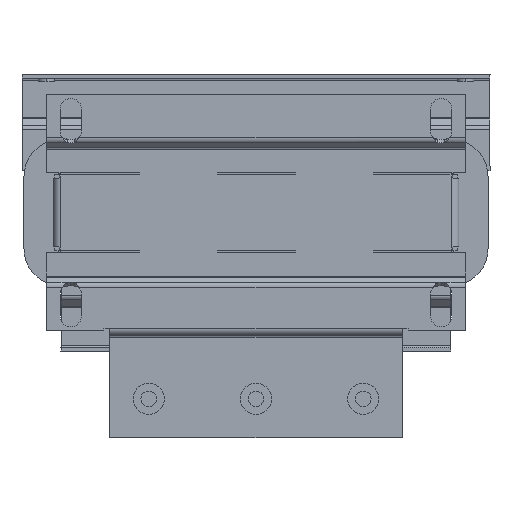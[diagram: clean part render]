
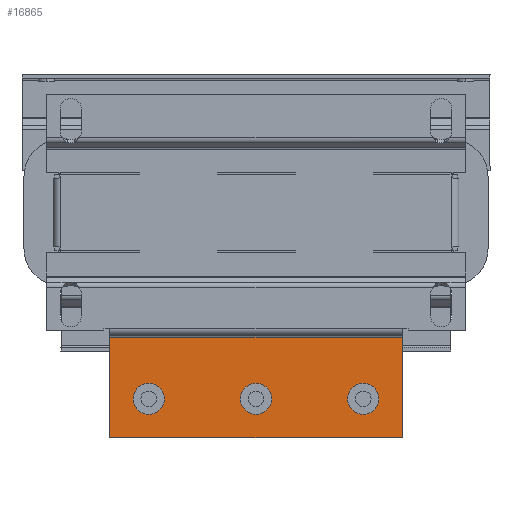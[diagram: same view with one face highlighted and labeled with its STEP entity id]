
A CAD part, front view. The second image highlights one B-rep face of the part: STEP entity #16865.
In plain terms, the highlighted planar face has unit normal (0, -1, 0).
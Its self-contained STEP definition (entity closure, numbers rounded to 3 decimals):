
#439 = FACE_BOUND ( 'NONE', #11456, .T. ) ;
#452 = CIRCLE ( 'NONE', #14720, 8. ) ;
#581 = VERTEX_POINT ( 'NONE', #3181 ) ;
#643 = EDGE_CURVE ( 'NONE', #19329, #21704, #8700, .T. ) ;
#800 = CARTESIAN_POINT ( 'NONE',  ( -55., -89.5, -95.5 ) ) ;
#902 = ORIENTED_EDGE ( 'NONE', *, *, #5992, .F. ) ;
#1020 = CARTESIAN_POINT ( 'NONE',  ( 0., -89.5, -95.5 ) ) ;
#1191 = DIRECTION ( 'NONE',  ( 0., 1., 0. ) ) ;
#1255 = AXIS2_PLACEMENT_3D ( 'NONE', #13925, #20625, #18104 ) ;
#2645 = ORIENTED_EDGE ( 'NONE', *, *, #7149, .T. ) ;
#3160 = EDGE_CURVE ( 'NONE', #13212, #581, #8325, .T. ) ;
#3181 = CARTESIAN_POINT ( 'NONE',  ( -47., -89.5, -95.5 ) ) ;
#3523 = EDGE_CURVE ( 'NONE', #10676, #21483, #16391, .T. ) ;
#3721 = CARTESIAN_POINT ( 'NONE',  ( -75., -89.5, -115.5 ) ) ;
#4043 = CARTESIAN_POINT ( 'NONE',  ( -8., -89.5, -95.5 ) ) ;
#4152 = EDGE_CURVE ( 'NONE', #20983, #19329, #12259, .T. ) ;
#4669 = CARTESIAN_POINT ( 'NONE',  ( 63., -89.5, -95.5 ) ) ;
#5524 = CARTESIAN_POINT ( 'NONE',  ( 75., -89.5, -63. ) ) ;
#5923 = VERTEX_POINT ( 'NONE', #4669 ) ;
#5992 = EDGE_CURVE ( 'NONE', #21704, #13899, #13887, .T. ) ;
#6132 = DIRECTION ( 'NONE',  ( -1., 0., 0. ) ) ;
#6204 = EDGE_CURVE ( 'NONE', #21483, #10676, #452, .T. ) ;
#6415 = CARTESIAN_POINT ( 'NONE',  ( 75., -89.5, -115.5 ) ) ;
#7149 = EDGE_CURVE ( 'NONE', #5923, #9928, #23682, .T. ) ;
#7351 = EDGE_LOOP ( 'NONE', ( #902, #10893, #18676, #22320 ) ) ;
#8133 = EDGE_LOOP ( 'NONE', ( #8255, #18820 ) ) ;
#8255 = ORIENTED_EDGE ( 'NONE', *, *, #6204, .T. ) ;
#8325 = CIRCLE ( 'NONE', #14131, 8. ) ;
#8544 = VECTOR ( 'NONE', #11071, 1000. ) ;
#8700 = LINE ( 'NONE', #3721, #8544 ) ;
#9228 = DIRECTION ( 'NONE',  ( 0., 1., 0. ) ) ;
#9375 = FACE_BOUND ( 'NONE', #27409, .T. ) ;
#9816 = DIRECTION ( 'NONE',  ( -1., 0., 0. ) ) ;
#9833 = CARTESIAN_POINT ( 'NONE',  ( -75., -89.5, -64. ) ) ;
#9928 = VERTEX_POINT ( 'NONE', #16841 ) ;
#10128 = CIRCLE ( 'NONE', #27521, 8. ) ;
#10180 = EDGE_CURVE ( 'NONE', #13899, #20983, #26481, .T. ) ;
#10676 = VERTEX_POINT ( 'NONE', #4043 ) ;
#10893 = ORIENTED_EDGE ( 'NONE', *, *, #643, .F. ) ;
#10912 = CARTESIAN_POINT ( 'NONE',  ( 0., -89.5, -95.5 ) ) ;
#11061 = CARTESIAN_POINT ( 'NONE',  ( -63., -89.5, -95.5 ) ) ;
#11071 = DIRECTION ( 'NONE',  ( 0., 0., 1. ) ) ;
#11456 = EDGE_LOOP ( 'NONE', ( #2645, #11487 ) ) ;
#11487 = ORIENTED_EDGE ( 'NONE', *, *, #15300, .T. ) ;
#11490 = AXIS2_PLACEMENT_3D ( 'NONE', #1020, #16108, #9816 ) ;
#11554 = DIRECTION ( 'NONE',  ( 0., 1., 0. ) ) ;
#12005 = CARTESIAN_POINT ( 'NONE',  ( -75., -89.5, -115.5 ) ) ;
#12259 = LINE ( 'NONE', #6415, #24454 ) ;
#12353 = VECTOR ( 'NONE', #15851, 1000. ) ;
#12407 = CIRCLE ( 'NONE', #1255, 8. ) ;
#13212 = VERTEX_POINT ( 'NONE', #11061 ) ;
#13684 = DIRECTION ( 'NONE',  ( 0., 0., 1. ) ) ;
#13887 = LINE ( 'NONE', #9833, #20957 ) ;
#13899 = VERTEX_POINT ( 'NONE', #27352 ) ;
#13925 = CARTESIAN_POINT ( 'NONE',  ( 55., -89.5, -95.5 ) ) ;
#14131 = AXIS2_PLACEMENT_3D ( 'NONE', #800, #11554, #17848 ) ;
#14720 = AXIS2_PLACEMENT_3D ( 'NONE', #10912, #19435, #17080 ) ;
#15300 = EDGE_CURVE ( 'NONE', #9928, #5923, #12407, .T. ) ;
#15569 = DIRECTION ( 'NONE',  ( 1., 0., 0. ) ) ;
#15851 = DIRECTION ( 'NONE',  ( 0., 0., -1. ) ) ;
#16108 = DIRECTION ( 'NONE',  ( 0., 1., 0. ) ) ;
#16391 = CIRCLE ( 'NONE', #11490, 8. ) ;
#16543 = CARTESIAN_POINT ( 'NONE',  ( -75., -89.5, -64. ) ) ;
#16566 = DIRECTION ( 'NONE',  ( -1., 0., 0. ) ) ;
#16841 = CARTESIAN_POINT ( 'NONE',  ( 47., -89.5, -95.5 ) ) ;
#16865 = ADVANCED_FACE ( 'NONE', ( #9375, #24186, #439, #26540 ), #21954, .F. ) ;
#17080 = DIRECTION ( 'NONE',  ( -1., 0., 0. ) ) ;
#17493 = CARTESIAN_POINT ( 'NONE',  ( 0., -89.5, 0. ) ) ;
#17848 = DIRECTION ( 'NONE',  ( -1., 0., 0. ) ) ;
#18104 = DIRECTION ( 'NONE',  ( -1., 0., 0. ) ) ;
#18676 = ORIENTED_EDGE ( 'NONE', *, *, #4152, .F. ) ;
#18720 = AXIS2_PLACEMENT_3D ( 'NONE', #17493, #9228, #13684 ) ;
#18820 = ORIENTED_EDGE ( 'NONE', *, *, #3523, .T. ) ;
#18913 = CARTESIAN_POINT ( 'NONE',  ( -55., -89.5, -95.5 ) ) ;
#19078 = ORIENTED_EDGE ( 'NONE', *, *, #23865, .T. ) ;
#19329 = VERTEX_POINT ( 'NONE', #12005 ) ;
#19435 = DIRECTION ( 'NONE',  ( 0., 1., 0. ) ) ;
#20207 = ORIENTED_EDGE ( 'NONE', *, *, #3160, .T. ) ;
#20625 = DIRECTION ( 'NONE',  ( 0., 1., 0. ) ) ;
#20684 = CARTESIAN_POINT ( 'NONE',  ( 75., -89.5, -115.5 ) ) ;
#20874 = DIRECTION ( 'NONE',  ( -1., 0., 0. ) ) ;
#20957 = VECTOR ( 'NONE', #15569, 1000. ) ;
#20983 = VERTEX_POINT ( 'NONE', #20684 ) ;
#21483 = VERTEX_POINT ( 'NONE', #22009 ) ;
#21704 = VERTEX_POINT ( 'NONE', #16543 ) ;
#21954 = PLANE ( 'NONE',  #18720 ) ;
#22009 = CARTESIAN_POINT ( 'NONE',  ( 8., -89.5, -95.5 ) ) ;
#22320 = ORIENTED_EDGE ( 'NONE', *, *, #10180, .F. ) ;
#22555 = DIRECTION ( 'NONE',  ( 0., 1., 0. ) ) ;
#22560 = CARTESIAN_POINT ( 'NONE',  ( 55., -89.5, -95.5 ) ) ;
#23682 = CIRCLE ( 'NONE', #24577, 8. ) ;
#23865 = EDGE_CURVE ( 'NONE', #581, #13212, #10128, .T. ) ;
#24186 = FACE_BOUND ( 'NONE', #8133, .T. ) ;
#24454 = VECTOR ( 'NONE', #6132, 1000. ) ;
#24577 = AXIS2_PLACEMENT_3D ( 'NONE', #22560, #1191, #16566 ) ;
#26481 = LINE ( 'NONE', #5524, #12353 ) ;
#26540 = FACE_OUTER_BOUND ( 'NONE', #7351, .T. ) ;
#27352 = CARTESIAN_POINT ( 'NONE',  ( 75., -89.5, -64. ) ) ;
#27409 = EDGE_LOOP ( 'NONE', ( #19078, #20207 ) ) ;
#27521 = AXIS2_PLACEMENT_3D ( 'NONE', #18913, #22555, #20874 ) ;
